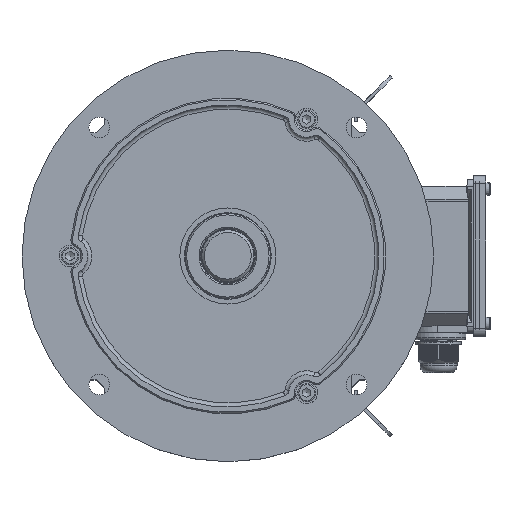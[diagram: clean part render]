
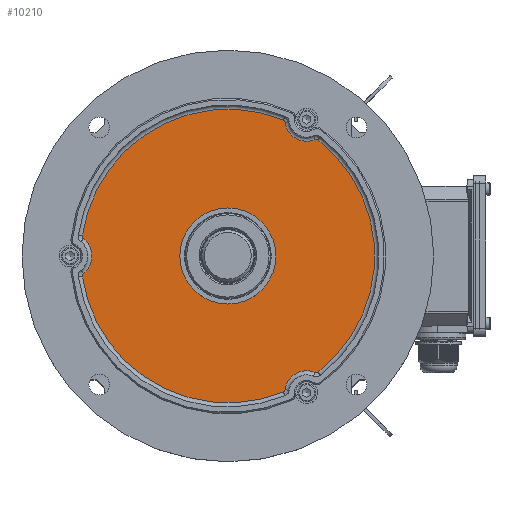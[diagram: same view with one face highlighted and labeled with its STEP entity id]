
A CAD part, top view. The second image highlights one B-rep face of the part: STEP entity #10210.
In plain terms, the highlighted planar face has unit normal (0, 0, 1).
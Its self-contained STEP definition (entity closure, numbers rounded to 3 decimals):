
#2507=PLANE('',#92834);
#10210=ADVANCED_FACE('',(#31332,#31333),#2507,.F.);
#31332=FACE_BOUND('',#34663,.T.);
#31333=FACE_BOUND('',#34664,.T.);
#34663=EDGE_LOOP('',(#49409));
#34664=EDGE_LOOP('',(#49410,#49411,#49412,#49413,#49414,#49415,#49416,#49417,
#49418,#49419,#49420,#49421));
#49409=ORIENTED_EDGE('',*,*,#78468,.F.);
#49410=ORIENTED_EDGE('',*,*,#78469,.T.);
#49411=ORIENTED_EDGE('',*,*,#78470,.T.);
#49412=ORIENTED_EDGE('',*,*,#78464,.T.);
#49413=ORIENTED_EDGE('',*,*,#78471,.T.);
#49414=ORIENTED_EDGE('',*,*,#78472,.T.);
#49415=ORIENTED_EDGE('',*,*,#78473,.T.);
#49416=ORIENTED_EDGE('',*,*,#78462,.T.);
#49417=ORIENTED_EDGE('',*,*,#78474,.T.);
#49418=ORIENTED_EDGE('',*,*,#78475,.T.);
#49419=ORIENTED_EDGE('',*,*,#78476,.T.);
#49420=ORIENTED_EDGE('',*,*,#78459,.T.);
#49421=ORIENTED_EDGE('',*,*,#78477,.T.);
#67915=VERTEX_POINT('',#145406);
#67916=VERTEX_POINT('',#145408);
#67917=VERTEX_POINT('',#145412);
#67918=VERTEX_POINT('',#145414);
#67919=VERTEX_POINT('',#145418);
#67920=VERTEX_POINT('',#145419);
#67923=VERTEX_POINT('',#145427);
#67924=VERTEX_POINT('',#145429);
#67925=VERTEX_POINT('',#145430);
#67926=VERTEX_POINT('',#145433);
#67927=VERTEX_POINT('',#145435);
#67928=VERTEX_POINT('',#145438);
#67929=VERTEX_POINT('',#145440);
#78459=EDGE_CURVE('',#67916,#67915,#87009,.T.);
#78462=EDGE_CURVE('',#67918,#67917,#87012,.T.);
#78464=EDGE_CURVE('',#67919,#67920,#87014,.T.);
#78468=EDGE_CURVE('',#67923,#67923,#87018,.T.);
#78469=EDGE_CURVE('',#67924,#67925,#87019,.T.);
#78470=EDGE_CURVE('',#67925,#67919,#87020,.T.);
#78471=EDGE_CURVE('',#67920,#67926,#87021,.T.);
#78472=EDGE_CURVE('',#67926,#67927,#87022,.T.);
#78473=EDGE_CURVE('',#67927,#67918,#87023,.T.);
#78474=EDGE_CURVE('',#67917,#67928,#87024,.T.);
#78475=EDGE_CURVE('',#67928,#67929,#87025,.T.);
#78476=EDGE_CURVE('',#67929,#67916,#87026,.T.);
#78477=EDGE_CURVE('',#67915,#67924,#87027,.T.);
#87009=CIRCLE('',#92812,107.);
#87012=CIRCLE('',#92816,107.);
#87014=CIRCLE('',#92819,107.);
#87018=CIRCLE('',#92824,35.);
#87019=CIRCLE('',#92825,16.);
#87020=CIRCLE('',#92826,2.);
#87021=CIRCLE('',#92827,2.);
#87022=CIRCLE('',#92828,16.);
#87023=CIRCLE('',#92829,2.);
#87024=CIRCLE('',#92830,2.);
#87025=CIRCLE('',#92831,16.);
#87026=CIRCLE('',#92832,2.);
#87027=CIRCLE('',#92833,2.);
#92812=AXIS2_PLACEMENT_3D('',#145407,#107813,#107814);
#92816=AXIS2_PLACEMENT_3D('',#145413,#107821,#107822);
#92819=AXIS2_PLACEMENT_3D('',#145417,#107827,#107828);
#92824=AXIS2_PLACEMENT_3D('',#145426,#107837,#107838);
#92825=AXIS2_PLACEMENT_3D('',#145428,#107839,#107840);
#92826=AXIS2_PLACEMENT_3D('',#145431,#107841,#107842);
#92827=AXIS2_PLACEMENT_3D('',#145432,#107843,#107844);
#92828=AXIS2_PLACEMENT_3D('',#145434,#107845,#107846);
#92829=AXIS2_PLACEMENT_3D('',#145436,#107847,#107848);
#92830=AXIS2_PLACEMENT_3D('',#145437,#107849,#107850);
#92831=AXIS2_PLACEMENT_3D('',#145439,#107851,#107852);
#92832=AXIS2_PLACEMENT_3D('',#145441,#107853,#107854);
#92833=AXIS2_PLACEMENT_3D('',#145442,#107855,#107856);
#92834=AXIS2_PLACEMENT_3D('',#145443,#107857,#107858);
#107813=DIRECTION('',(0.,0.,1.));
#107814=DIRECTION('',(0.,-1.,0.));
#107821=DIRECTION('',(0.,0.,1.));
#107822=DIRECTION('',(0.,-1.,0.));
#107827=DIRECTION('',(0.,0.,1.));
#107828=DIRECTION('',(0.,-1.,0.));
#107837=DIRECTION('',(0.,0.,1.));
#107838=DIRECTION('',(0.,-1.,0.));
#107839=DIRECTION('',(0.,0.,-1.));
#107840=DIRECTION('',(0.,1.,0.));
#107841=DIRECTION('',(0.,0.,1.));
#107842=DIRECTION('',(0.,1.,0.));
#107843=DIRECTION('',(0.,0.,1.));
#107844=DIRECTION('',(0.,1.,0.));
#107845=DIRECTION('',(0.,0.,-1.));
#107846=DIRECTION('',(0.,1.,0.));
#107847=DIRECTION('',(0.,0.,1.));
#107848=DIRECTION('',(0.,1.,0.));
#107849=DIRECTION('',(0.,0.,1.));
#107850=DIRECTION('',(0.,1.,0.));
#107851=DIRECTION('',(0.,0.,-1.));
#107852=DIRECTION('',(0.,1.,0.));
#107853=DIRECTION('',(0.,0.,1.));
#107854=DIRECTION('',(0.,1.,0.));
#107855=DIRECTION('',(0.,0.,1.));
#107856=DIRECTION('',(0.,1.,0.));
#107857=DIRECTION('',(0.,0.,-1.));
#107858=DIRECTION('',(0.,1.,0.));
#145406=CARTESIAN_POINT('',(-106.008,14.54,277.));
#145407=CARTESIAN_POINT('',(0.,0.,
277.));
#145408=CARTESIAN_POINT('',(40.412,99.075,277.));
#145412=CARTESIAN_POINT('',(65.596,84.535,277.));
#145413=CARTESIAN_POINT('',(0.,0.,
277.));
#145414=CARTESIAN_POINT('',(65.595,-84.535,277.));
#145417=CARTESIAN_POINT('',(0.,0.,
277.));
#145418=CARTESIAN_POINT('',(-106.008,-14.54,277.));
#145419=CARTESIAN_POINT('',(40.412,-99.075,277.));
#145426=CARTESIAN_POINT('',(0.,0.,
277.));
#145427=CARTESIAN_POINT('',(0.,-35.,277.));
#145428=CARTESIAN_POINT('',(-115.,0.,277.));
#145429=CARTESIAN_POINT('',(-105.245,12.683,277.));
#145430=CARTESIAN_POINT('',(-105.245,-12.683,277.));
#145431=CARTESIAN_POINT('',(-104.026,-14.268,277.));
#145432=CARTESIAN_POINT('',(39.657,-97.223,277.));
#145433=CARTESIAN_POINT('',(41.639,-97.486,277.));
#145434=CARTESIAN_POINT('',(57.5,-99.593,277.));
#145435=CARTESIAN_POINT('',(63.606,-84.804,277.));
#145436=CARTESIAN_POINT('',(64.369,-82.955,277.));
#145437=CARTESIAN_POINT('',(64.369,82.955,277.));
#145438=CARTESIAN_POINT('',(63.606,84.804,277.));
#145439=CARTESIAN_POINT('',(57.5,99.593,277.));
#145440=CARTESIAN_POINT('',(41.639,97.486,277.));
#145441=CARTESIAN_POINT('',(39.657,97.223,277.));
#145442=CARTESIAN_POINT('',(-104.026,14.268,277.));
#145443=CARTESIAN_POINT('',(107.,0.,277.));
